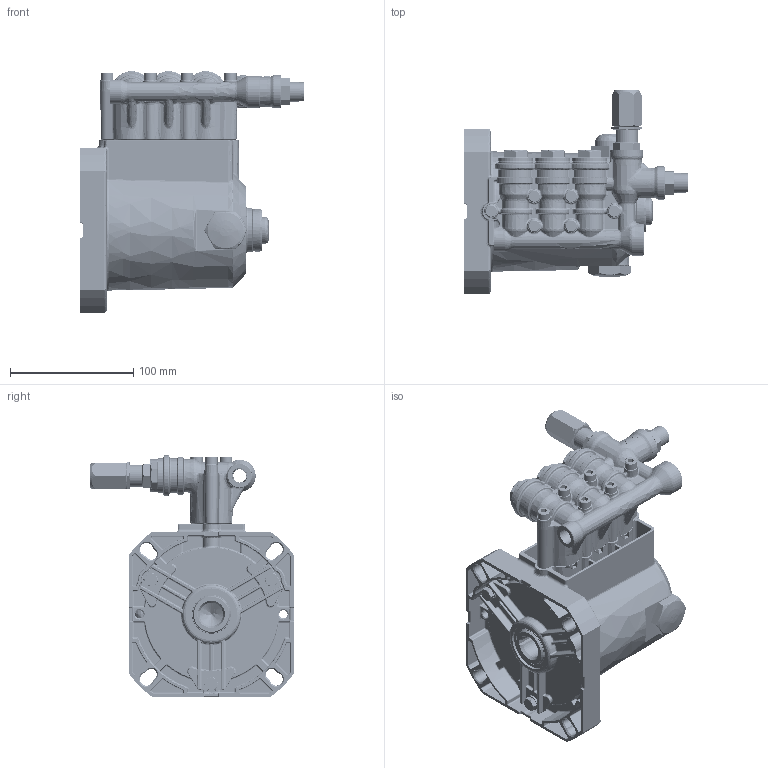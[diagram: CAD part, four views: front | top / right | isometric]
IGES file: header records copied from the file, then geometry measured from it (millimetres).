
Start section: SolidWorks IGES file using analytic representation for surfaces
Global section: file name: 4DX20ER.IGS; native system: SolidWorks 2016; preprocessor: SolidWorks 2016; author: sal; date: 170105.142644; units: millimetre
Bounding box: 181.67 x 165.47 x 196.25 mm (x, y, z)
Surface area: 337453.6 mm2 (no closed solid volume)
Topology: 0 solids, 0 shells, 4981 faces, 51958 edges, 51624 vertices
Faces by surface type: bspline 2809, revolution 2172
